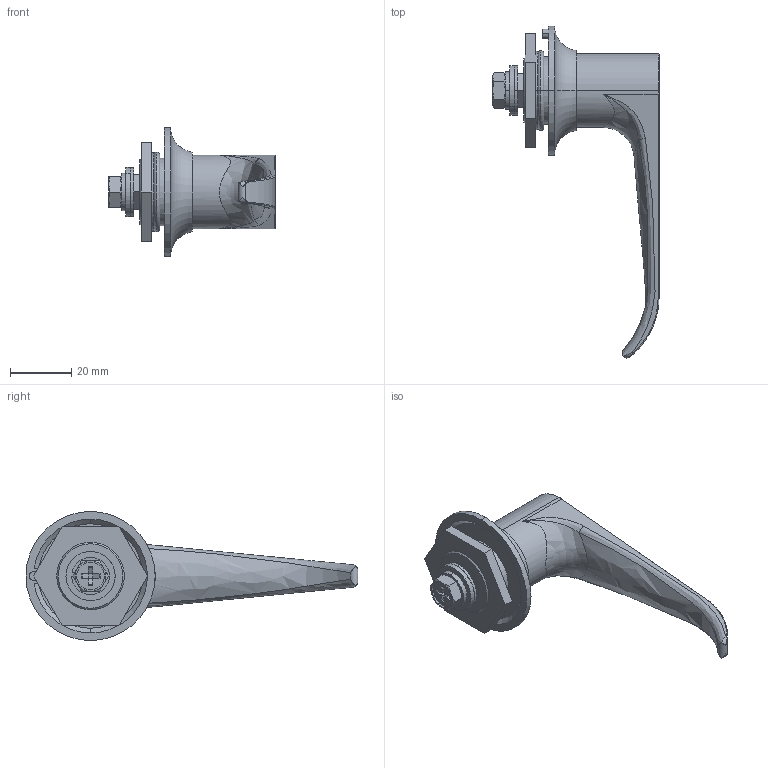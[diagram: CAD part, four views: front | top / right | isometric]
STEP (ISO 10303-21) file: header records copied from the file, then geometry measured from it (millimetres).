
FILE_DESCRIPTION (( 'STEP AP203' ), '1' );
FILE_NAME ('A-45-1-TAK60.STEP', '2018-08-24T02:06:56', ( '' ), ( '' ), 'SwSTEP 2.0', 'SolidWorks 2014', '' );
FILE_SCHEMA (( 'CONFIG_CONTROL_DESIGN' ));
Length unit declared in the file: millimetre
Products named in the file (9): A-45_スペーサー; ダミーローター__#TAK60-4_; A-45_六角ナット; A-45_平座金; A-45_受座; A-45-1-TAK60; A-45_リングワッシャ_; 六角ボルト_内径基準ver1.03_M6×12十字穴付六角ボルト(鉄)SWシングルセムス; A-45_本体_A-45-1
Assembly tree (8 placements, depth 2):
  A-45-1-TAK60
    A-45_受座
    A-45_本体_A-45-1
    A-45_六角ナット
    A-45_リングワッシャ_
    A-45_スペーサー
    A-45_平座金
    六角ボルト_内径基準ver1.03_M6×12十字穴付六角ボルト(鉄)SWシングルセムス
    ダミーローター__#TAK60-4_
Bounding box: 54.1 x 108 x 42 mm (x, y, z)
Volume: 31259.1 mm3; surface area: 17477.2 mm2
Topology: 8 solids, 8 shells, 198 faces, 468 edges, 295 vertices
Faces by surface type: plane 90, cylinder 65, cone 23, bspline 12, torus 8
Entity records: 7972 total; most frequent: CARTESIAN_POINT 2493, DIRECTION 970, ORIENTED_EDGE 924, EDGE_CURVE 462, AXIS2_PLACEMENT_3D 374, VERTEX_POINT 295, EDGE_LOOP 223, VECTOR 222
